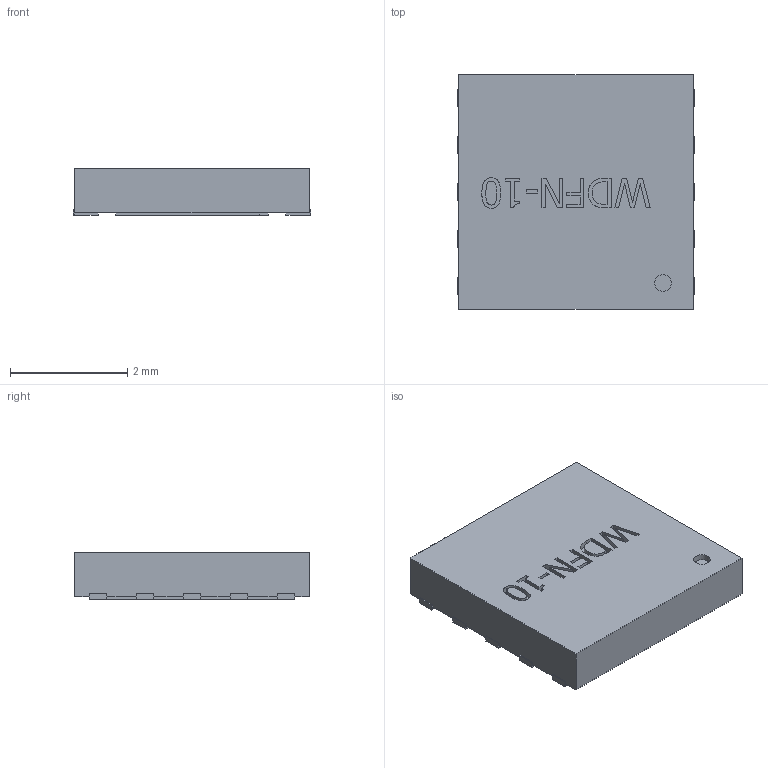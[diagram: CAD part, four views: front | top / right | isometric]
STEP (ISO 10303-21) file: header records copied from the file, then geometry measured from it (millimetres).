
FILE_DESCRIPTION(/* description */ (''),/* implementation_level */ '2;1');
FILE_NAME(/* name */ 'WSON-10_4x4.step',/* time_stamp */ '2020-03-19T14:37:52+01:00',/* author */ (''),/* organization */ (''),/* preprocessor_version */ 'ST-DEVELOPER v18',/* originating_system */ 'Autodesk Translation Framework v8.12.0.6',/* authorisation */ '');
FILE_SCHEMA (('AUTOMOTIVE_DESIGN { 1 0 10303 214 3 1 1 }'));
Length unit declared in the file: millimetre
Products named in the file (2): IC3; User_Library-WDFN-10_4x4
Assembly tree (1 placements, depth 2):
  IC3
    User_Library-WDFN-10_4x4
Bounding box: 4.04 x 4 x 0.8 mm (x, y, z)
Volume: 12.4 mm3; surface area: 47.3 mm2
Topology: 1 solids, 1 shells, 182 faces, 484 edges, 320 vertices
Faces by surface type: plane 160, bspline 21, cylinder 1
Full cylindrical faces by diameter (mm): 0.283 x1
Entity records: 5908 total; most frequent: CARTESIAN_POINT 1268, ORIENTED_EDGE 968, DIRECTION 774, EDGE_CURVE 484, LINE 438, VECTOR 438, VERTEX_POINT 320, EDGE_LOOP 198
